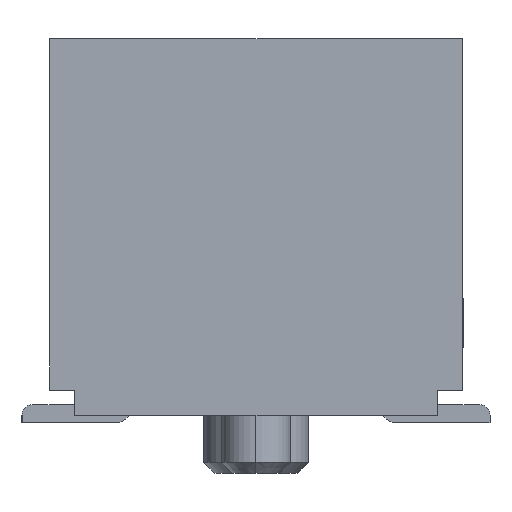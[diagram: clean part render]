
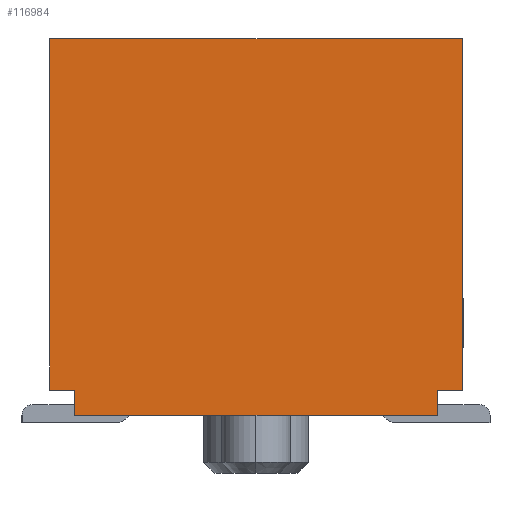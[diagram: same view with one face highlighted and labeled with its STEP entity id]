
A CAD part, left-side view. The second image highlights one B-rep face of the part: STEP entity #116984.
In plain terms, the highlighted planar face has unit normal (-1, 0, 0).
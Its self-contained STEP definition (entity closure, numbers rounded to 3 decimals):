
#350 = ORIENTED_EDGE ( 'NONE', *, *, #89298, .F. ) ;
#3570 = CARTESIAN_POINT ( 'NONE',  ( -10.925, 2.5, 0.35 ) ) ;
#4943 = LINE ( 'NONE', #81545, #89515 ) ;
#5431 = EDGE_LOOP ( 'NONE', ( #14576, #119035, #57087, #114910, #60761, #119279, #350, #51027 ) ) ;
#7792 = EDGE_CURVE ( 'NONE', #9568, #99365, #70728, .T. ) ;
#9568 = VERTEX_POINT ( 'NONE', #109795 ) ;
#9983 = DIRECTION ( 'NONE',  ( 0., 1., 0. ) ) ;
#10748 = DIRECTION ( 'NONE',  ( 0., 0., -1. ) ) ;
#14576 = ORIENTED_EDGE ( 'NONE', *, *, #88635, .F. ) ;
#18401 = CARTESIAN_POINT ( 'NONE',  ( -10.925, -2.5, 0.35 ) ) ;
#19512 = CARTESIAN_POINT ( 'NONE',  ( -10.925, 2.85, 0.35 ) ) ;
#19579 = EDGE_CURVE ( 'NONE', #86201, #22748, #101927, .T. ) ;
#19627 = VERTEX_POINT ( 'NONE', #52713 ) ;
#20545 = CARTESIAN_POINT ( 'NONE',  ( -10.925, 2.5, 0. ) ) ;
#22748 = VERTEX_POINT ( 'NONE', #68316 ) ;
#23910 = DIRECTION ( 'NONE',  ( 0., 0., -1. ) ) ;
#29077 = LINE ( 'NONE', #68629, #82066 ) ;
#29083 = LINE ( 'NONE', #71139, #82862 ) ;
#29310 = LINE ( 'NONE', #18401, #34084 ) ;
#31801 = CARTESIAN_POINT ( 'NONE',  ( -10.925, -2.85, 5.2 ) ) ;
#34084 = VECTOR ( 'NONE', #45912, 1000. ) ;
#38235 = EDGE_CURVE ( 'NONE', #73535, #76461, #113497, .T. ) ;
#45912 = DIRECTION ( 'NONE',  ( 0., 1., 0. ) ) ;
#50143 = CARTESIAN_POINT ( 'NONE',  ( -10.925, 2.85, 5.2 ) ) ;
#51027 = ORIENTED_EDGE ( 'NONE', *, *, #38235, .T. ) ;
#52713 = CARTESIAN_POINT ( 'NONE',  ( -10.925, -2.5, 0.35 ) ) ;
#53360 = DIRECTION ( 'NONE',  ( 0., -1., 0. ) ) ;
#54814 = EDGE_CURVE ( 'NONE', #76951, #86201, #71182, .T. ) ;
#57087 = ORIENTED_EDGE ( 'NONE', *, *, #19579, .T. ) ;
#59427 = VECTOR ( 'NONE', #10748, 1000. ) ;
#60761 = ORIENTED_EDGE ( 'NONE', *, *, #62511, .F. ) ;
#62511 = EDGE_CURVE ( 'NONE', #99365, #19627, #29310, .T. ) ;
#63004 = VECTOR ( 'NONE', #23910, 1000. ) ;
#65406 = CARTESIAN_POINT ( 'NONE',  ( -10.925, 2.85, 5.2 ) ) ;
#67678 = CARTESIAN_POINT ( 'NONE',  ( -10.925, -2.85, 0.35 ) ) ;
#68316 = CARTESIAN_POINT ( 'NONE',  ( -10.925, -2.5, 0. ) ) ;
#68629 = CARTESIAN_POINT ( 'NONE',  ( -10.925, 2.5, 0.35 ) ) ;
#70728 = LINE ( 'NONE', #31801, #59427 ) ;
#71139 = CARTESIAN_POINT ( 'NONE',  ( -10.925, -2.5, 0.35 ) ) ;
#71182 = LINE ( 'NONE', #3570, #63004 ) ;
#72380 = DIRECTION ( 'NONE',  ( 0., 0., -1. ) ) ;
#73535 = VERTEX_POINT ( 'NONE', #65406 ) ;
#76394 = AXIS2_PLACEMENT_3D ( 'NONE', #50143, #86594, #9983 ) ;
#76461 = VERTEX_POINT ( 'NONE', #19512 ) ;
#76940 = DIRECTION ( 'NONE',  ( 0., 1., 0. ) ) ;
#76951 = VERTEX_POINT ( 'NONE', #77949 ) ;
#77949 = CARTESIAN_POINT ( 'NONE',  ( -10.925, 2.5, 0.35 ) ) ;
#78260 = FACE_OUTER_BOUND ( 'NONE', #5431, .T. ) ;
#81483 = CARTESIAN_POINT ( 'NONE',  ( -10.925, 2.85, 0. ) ) ;
#81545 = CARTESIAN_POINT ( 'NONE',  ( -10.925, 2.85, 5.2 ) ) ;
#82066 = VECTOR ( 'NONE', #76940, 1000. ) ;
#82827 = DIRECTION ( 'NONE',  ( 0., -1., 0. ) ) ;
#82862 = VECTOR ( 'NONE', #72380, 1000. ) ;
#86201 = VERTEX_POINT ( 'NONE', #20545 ) ;
#86594 = DIRECTION ( 'NONE',  ( 1., 0., 0. ) ) ;
#87893 = PLANE ( 'NONE',  #76394 ) ;
#88635 = EDGE_CURVE ( 'NONE', #76951, #76461, #29077, .T. ) ;
#89298 = EDGE_CURVE ( 'NONE', #73535, #9568, #4943, .T. ) ;
#89515 = VECTOR ( 'NONE', #82827, 1000. ) ;
#93772 = DIRECTION ( 'NONE',  ( 0., 0., -1. ) ) ;
#94387 = CARTESIAN_POINT ( 'NONE',  ( -10.925, 2.85, 5.2 ) ) ;
#99365 = VERTEX_POINT ( 'NONE', #67678 ) ;
#101927 = LINE ( 'NONE', #81483, #117541 ) ;
#109795 = CARTESIAN_POINT ( 'NONE',  ( -10.925, -2.85, 5.2 ) ) ;
#113497 = LINE ( 'NONE', #94387, #113924 ) ;
#113924 = VECTOR ( 'NONE', #93772, 1000. ) ;
#114910 = ORIENTED_EDGE ( 'NONE', *, *, #123991, .F. ) ;
#116984 = ADVANCED_FACE ( 'NONE', ( #78260 ), #87893, .F. ) ;
#117541 = VECTOR ( 'NONE', #53360, 1000. ) ;
#119035 = ORIENTED_EDGE ( 'NONE', *, *, #54814, .T. ) ;
#119279 = ORIENTED_EDGE ( 'NONE', *, *, #7792, .F. ) ;
#123991 = EDGE_CURVE ( 'NONE', #19627, #22748, #29083, .T. ) ;
